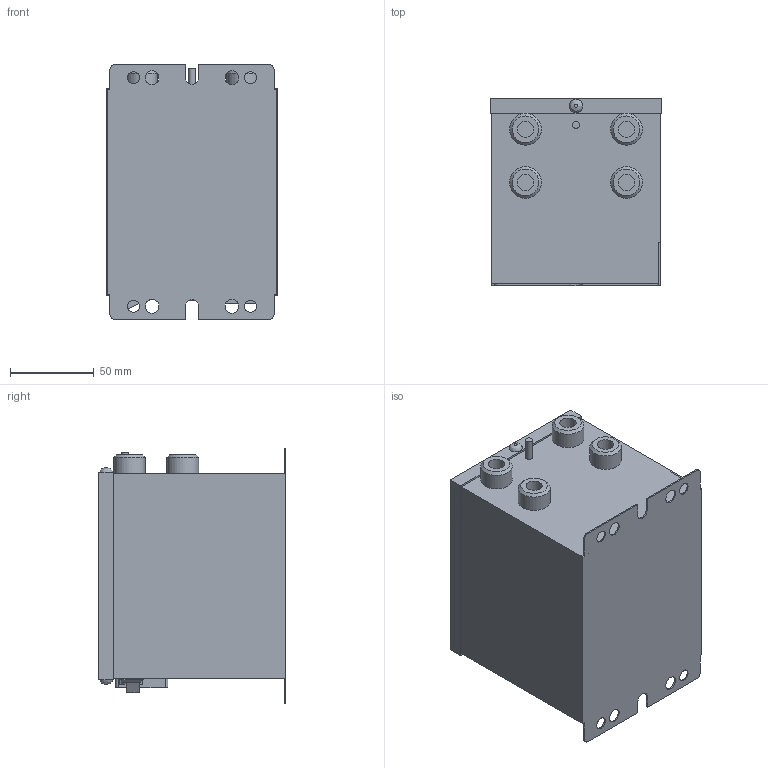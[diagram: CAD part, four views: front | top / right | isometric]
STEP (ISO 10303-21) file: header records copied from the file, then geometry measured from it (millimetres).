
FILE_DESCRIPTION(/* description */ (''),/* implementation_level */ '2;1');
FILE_NAME(/* name */ '7961-DIM.stp',/* time_stamp */ '2017-03-29T10:53:41-04:00',/* author */ ('Adam Laub'),/* organization */ (''),/* preprocessor_version */ 'ST-DEVELOPER v16.5',/* originating_system */ 'Autodesk Inventor 2017',/* authorisation */ '');
FILE_SCHEMA (('AUTOMOTIVE_DESIGN { 1 0 10303 214 3 1 1 }'));
Length unit declared in the file: inch
Products named in the file (1): 7961
Bounding box: 102.11 x 111.51 x 152.4 mm (x, y, z)
Volume: 1382687.4 mm3; surface area: 87621 mm2
Topology: 1 solids, 3 shells, 142 faces, 332 edges, 214 vertices
Faces by surface type: plane 104, cylinder 32, cone 4, bspline 2
Full cylindrical faces by diameter (mm): 3.454 x2, 4.166 x1, 7.137 x4, 8.204 x4, 9.652 x4, 19.05 x4
Entity records: 3987 total; most frequent: CARTESIAN_POINT 718, DIRECTION 661, ORIENTED_EDGE 618, EDGE_CURVE 307, LINE 231, VECTOR 231, AXIS2_PLACEMENT_3D 215, VERTEX_POINT 212
